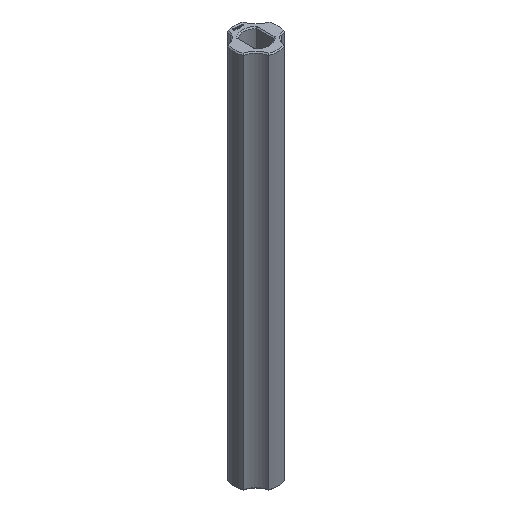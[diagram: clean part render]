
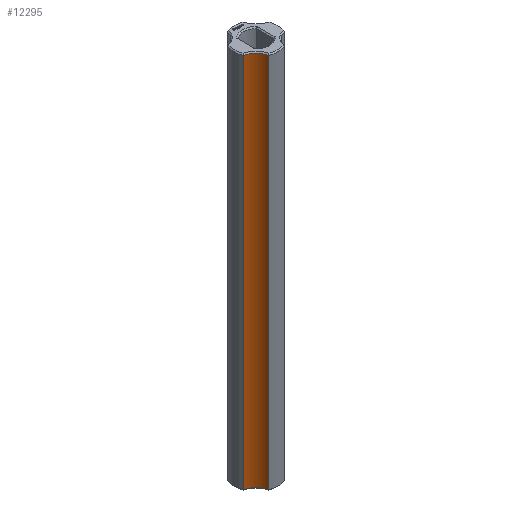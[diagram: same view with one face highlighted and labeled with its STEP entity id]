
A CAD part, isometric view. The second image highlights one B-rep face of the part: STEP entity #12295.
In plain terms, the highlighted cylindrical face has radius 5 mm (diameter 10 mm), a partial arc.
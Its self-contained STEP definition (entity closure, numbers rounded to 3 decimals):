
#189 = CYLINDRICAL_SURFACE('',#190,6.25);
#190 = AXIS2_PLACEMENT_3D('',#191,#192,#193);
#191 = CARTESIAN_POINT('',(0.,0.,0.));
#192 = DIRECTION('',(-0.,-0.,-1.));
#193 = DIRECTION('',(1.,0.,0.));
#625 = EDGE_CURVE('',#626,#628,#630,.T.);
#626 = VERTEX_POINT('',#627);
#627 = CARTESIAN_POINT('',(-2.225,-5.841,0.3));
#628 = VERTEX_POINT('',#629);
#629 = CARTESIAN_POINT('',(-2.225,-5.841,105.95));
#630 = SURFACE_CURVE('',#631,(#635,#642),.PCURVE_S1.);
#631 = LINE('',#632,#633);
#632 = CARTESIAN_POINT('',(-2.225,-5.841,0.));
#633 = VECTOR('',#634,1.);
#634 = DIRECTION('',(0.,0.,1.));
#635 = PCURVE('',#189,#636);
#636 = DEFINITIONAL_REPRESENTATION('',(#637),#641);
#637 = LINE('',#638,#639);
#638 = CARTESIAN_POINT('',(-4.348,0.));
#639 = VECTOR('',#640,1.);
#640 = DIRECTION('',(-0.,-1.));
#641 = ( GEOMETRIC_REPRESENTATION_CONTEXT(2) 
PARAMETRIC_REPRESENTATION_CONTEXT() REPRESENTATION_CONTEXT('2D SPACE',''
  ) );
#642 = PCURVE('',#643,#648);
#643 = CYLINDRICAL_SURFACE('',#644,5.);
#644 = AXIS2_PLACEMENT_3D('',#645,#646,#647);
#645 = CARTESIAN_POINT('',(-7.071,-7.071,0.));
#646 = DIRECTION('',(-0.,-0.,-1.));
#647 = DIRECTION('',(1.,0.,0.));
#648 = DEFINITIONAL_REPRESENTATION('',(#649),#653);
#649 = LINE('',#650,#651);
#650 = CARTESIAN_POINT('',(-0.249,0.));
#651 = VECTOR('',#652,1.);
#652 = DIRECTION('',(-0.,-1.));
#653 = ( GEOMETRIC_REPRESENTATION_CONTEXT(2) 
PARAMETRIC_REPRESENTATION_CONTEXT() REPRESENTATION_CONTEXT('2D SPACE',''
  ) );
#832 = CONICAL_SURFACE('',#833,5.,0.785);
#833 = AXIS2_PLACEMENT_3D('',#834,#835,#836);
#834 = CARTESIAN_POINT('',(-7.071,-7.071,0.3));
#835 = DIRECTION('',(-0.,-0.,-1.));
#836 = DIRECTION('',(0.969,0.246,0.));
#1149 = CONICAL_SURFACE('',#1150,5.,0.785);
#1150 = AXIS2_PLACEMENT_3D('',#1151,#1152,#1153);
#1151 = CARTESIAN_POINT('',(-7.071,-7.071,105.95));
#1152 = DIRECTION('',(0.,0.,1.));
#1153 = DIRECTION('',(0.969,0.246,0.));
#12295 = ADVANCED_FACE('',(#12296),#643,.F.);
#12296 = FACE_BOUND('',#12297,.T.);
#12297 = EDGE_LOOP('',(#12298,#12299,#12323,#12351));
#12298 = ORIENTED_EDGE('',*,*,#625,.T.);
#12299 = ORIENTED_EDGE('',*,*,#12300,.T.);
#12300 = EDGE_CURVE('',#628,#12301,#12303,.T.);
#12301 = VERTEX_POINT('',#12302);
#12302 = CARTESIAN_POINT('',(-5.841,-2.225,105.95));
#12303 = SURFACE_CURVE('',#12304,(#12309,#12316),.PCURVE_S1.);
#12304 = CIRCLE('',#12305,5.);
#12305 = AXIS2_PLACEMENT_3D('',#12306,#12307,#12308);
#12306 = CARTESIAN_POINT('',(-7.071,-7.071,105.95));
#12307 = DIRECTION('',(0.,-0.,1.));
#12308 = DIRECTION('',(0.969,0.246,0.));
#12309 = PCURVE('',#643,#12310);
#12310 = DEFINITIONAL_REPRESENTATION('',(#12311),#12315);
#12311 = LINE('',#12312,#12313);
#12312 = CARTESIAN_POINT('',(-0.249,-105.95));
#12313 = VECTOR('',#12314,1.);
#12314 = DIRECTION('',(-1.,0.));
#12315 = ( GEOMETRIC_REPRESENTATION_CONTEXT(2) 
PARAMETRIC_REPRESENTATION_CONTEXT() REPRESENTATION_CONTEXT('2D SPACE',''
  ) );
#12316 = PCURVE('',#1149,#12317);
#12317 = DEFINITIONAL_REPRESENTATION('',(#12318),#12322);
#12318 = LINE('',#12319,#12320);
#12319 = CARTESIAN_POINT('',(0.,0.));
#12320 = VECTOR('',#12321,1.);
#12321 = DIRECTION('',(1.,0.));
#12322 = ( GEOMETRIC_REPRESENTATION_CONTEXT(2) 
PARAMETRIC_REPRESENTATION_CONTEXT() REPRESENTATION_CONTEXT('2D SPACE',''
  ) );
#12323 = ORIENTED_EDGE('',*,*,#12324,.F.);
#12324 = EDGE_CURVE('',#12325,#12301,#12327,.T.);
#12325 = VERTEX_POINT('',#12326);
#12326 = CARTESIAN_POINT('',(-5.841,-2.225,0.3));
#12327 = SURFACE_CURVE('',#12328,(#12332,#12339),.PCURVE_S1.);
#12328 = LINE('',#12329,#12330);
#12329 = CARTESIAN_POINT('',(-5.841,-2.225,0.));
#12330 = VECTOR('',#12331,1.);
#12331 = DIRECTION('',(0.,0.,1.));
#12332 = PCURVE('',#643,#12333);
#12333 = DEFINITIONAL_REPRESENTATION('',(#12334),#12338);
#12334 = LINE('',#12335,#12336);
#12335 = CARTESIAN_POINT('',(-1.322,0.));
#12336 = VECTOR('',#12337,1.);
#12337 = DIRECTION('',(-0.,-1.));
#12338 = ( GEOMETRIC_REPRESENTATION_CONTEXT(2) 
PARAMETRIC_REPRESENTATION_CONTEXT() REPRESENTATION_CONTEXT('2D SPACE',''
  ) );
#12339 = PCURVE('',#12340,#12345);
#12340 = CYLINDRICAL_SURFACE('',#12341,6.25);
#12341 = AXIS2_PLACEMENT_3D('',#12342,#12343,#12344);
#12342 = CARTESIAN_POINT('',(0.,0.,0.));
#12343 = DIRECTION('',(-0.,-0.,-1.));
#12344 = DIRECTION('',(1.,0.,0.));
#12345 = DEFINITIONAL_REPRESENTATION('',(#12346),#12350);
#12346 = LINE('',#12347,#12348);
#12347 = CARTESIAN_POINT('',(-3.506,0.));
#12348 = VECTOR('',#12349,1.);
#12349 = DIRECTION('',(-0.,-1.));
#12350 = ( GEOMETRIC_REPRESENTATION_CONTEXT(2) 
PARAMETRIC_REPRESENTATION_CONTEXT() REPRESENTATION_CONTEXT('2D SPACE',''
  ) );
#12351 = ORIENTED_EDGE('',*,*,#12352,.F.);
#12352 = EDGE_CURVE('',#626,#12325,#12353,.T.);
#12353 = SURFACE_CURVE('',#12354,(#12359,#12366),.PCURVE_S1.);
#12354 = CIRCLE('',#12355,5.);
#12355 = AXIS2_PLACEMENT_3D('',#12356,#12357,#12358);
#12356 = CARTESIAN_POINT('',(-7.071,-7.071,0.3));
#12357 = DIRECTION('',(0.,-0.,1.));
#12358 = DIRECTION('',(0.969,0.246,0.));
#12359 = PCURVE('',#643,#12360);
#12360 = DEFINITIONAL_REPRESENTATION('',(#12361),#12365);
#12361 = LINE('',#12362,#12363);
#12362 = CARTESIAN_POINT('',(-0.249,-0.3));
#12363 = VECTOR('',#12364,1.);
#12364 = DIRECTION('',(-1.,0.));
#12365 = ( GEOMETRIC_REPRESENTATION_CONTEXT(2) 
PARAMETRIC_REPRESENTATION_CONTEXT() REPRESENTATION_CONTEXT('2D SPACE',''
  ) );
#12366 = PCURVE('',#832,#12367);
#12367 = DEFINITIONAL_REPRESENTATION('',(#12368),#12372);
#12368 = LINE('',#12369,#12370);
#12369 = CARTESIAN_POINT('',(-0.,0.));
#12370 = VECTOR('',#12371,1.);
#12371 = DIRECTION('',(-1.,0.));
#12372 = ( GEOMETRIC_REPRESENTATION_CONTEXT(2) 
PARAMETRIC_REPRESENTATION_CONTEXT() REPRESENTATION_CONTEXT('2D SPACE',''
  ) );
